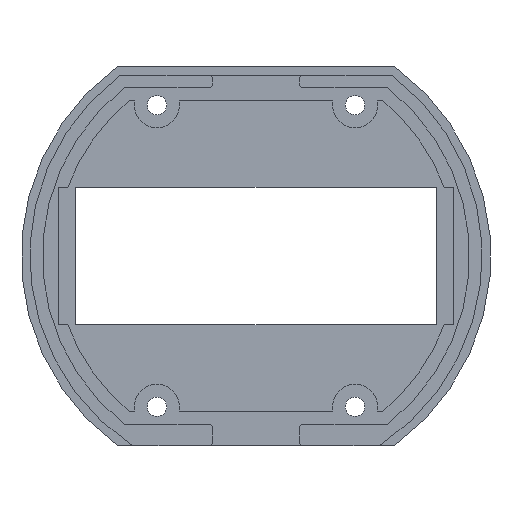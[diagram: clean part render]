
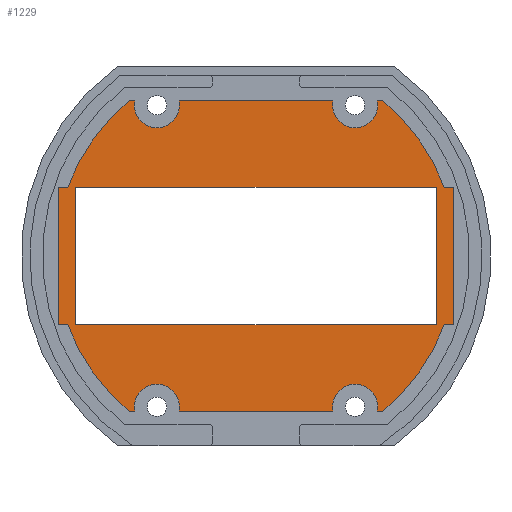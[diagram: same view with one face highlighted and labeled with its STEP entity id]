
A CAD part, front view. The second image highlights one B-rep face of the part: STEP entity #1229.
In plain terms, the highlighted planar face has unit normal (0, -1, 0).
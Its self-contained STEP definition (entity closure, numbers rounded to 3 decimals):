
#19=FACE_BOUND('',#215,.T.);
#64=CIRCLE('',#1325,46.5);
#65=CIRCLE('',#1326,5.248);
#66=CIRCLE('',#1327,5.248);
#67=CIRCLE('',#1328,46.5);
#68=CIRCLE('',#1329,46.5);
#69=CIRCLE('',#1330,5.248);
#70=CIRCLE('',#1331,5.248);
#71=CIRCLE('',#1332,46.5);
#147=FACE_OUTER_BOUND('',#214,.T.);
#214=EDGE_LOOP('',(#917,#918,#919,#920,#921,#922,#923,#924,#925,#926,#927,
#928,#929,#930,#931,#932,#933,#934,#935,#936));
#215=EDGE_LOOP('',(#937,#938,#939,#940));
#285=LINE('',#1798,#401);
#290=LINE('',#1809,#406);
#294=LINE('',#1818,#410);
#300=LINE('',#1830,#416);
#334=LINE('',#1954,#450);
#335=LINE('',#1958,#451);
#336=LINE('',#1962,#452);
#337=LINE('',#1964,#453);
#338=LINE('',#1968,#454);
#339=LINE('',#1972,#455);
#340=LINE('',#1976,#456);
#341=LINE('',#1980,#457);
#342=LINE('',#1982,#458);
#343=LINE('',#1983,#459);
#344=LINE('',#1984,#460);
#345=LINE('',#1985,#461);
#401=VECTOR('',#1418,10.);
#406=VECTOR('',#1425,10.);
#410=VECTOR('',#1431,10.);
#416=VECTOR('',#1439,10.);
#450=VECTOR('',#1551,1.28);
#451=VECTOR('',#1554,35.697);
#452=VECTOR('',#1557,1.28);
#453=VECTOR('',#1560,31.9);
#454=VECTOR('',#1563,1.28);
#455=VECTOR('',#1566,35.697);
#456=VECTOR('',#1569,1.28);
#457=VECTOR('',#1572,10.);
#458=VECTOR('',#1573,31.9);
#459=VECTOR('',#1574,10.);
#460=VECTOR('',#1575,31.9);
#461=VECTOR('',#1576,31.9);
#517=VERTEX_POINT('',#1796);
#518=VERTEX_POINT('',#1797);
#521=VERTEX_POINT('',#1805);
#523=VERTEX_POINT('',#1808);
#525=VERTEX_POINT('',#1814);
#527=VERTEX_POINT('',#1817);
#530=VERTEX_POINT('',#1824);
#532=VERTEX_POINT('',#1828);
#581=VERTEX_POINT('',#1950);
#582=VERTEX_POINT('',#1951);
#583=VERTEX_POINT('',#1953);
#584=VERTEX_POINT('',#1955);
#585=VERTEX_POINT('',#1957);
#586=VERTEX_POINT('',#1959);
#587=VERTEX_POINT('',#1961);
#588=VERTEX_POINT('',#1965);
#589=VERTEX_POINT('',#1967);
#590=VERTEX_POINT('',#1969);
#591=VERTEX_POINT('',#1971);
#592=VERTEX_POINT('',#1973);
#593=VERTEX_POINT('',#1975);
#594=VERTEX_POINT('',#1977);
#595=VERTEX_POINT('',#1979);
#596=VERTEX_POINT('',#1981);
#641=EDGE_CURVE('',#517,#518,#285,.T.);
#646=EDGE_CURVE('',#521,#523,#290,.T.);
#650=EDGE_CURVE('',#525,#527,#294,.T.);
#656=EDGE_CURVE('',#530,#532,#300,.T.);
#716=EDGE_CURVE('',#581,#582,#64,.T.);
#717=EDGE_CURVE('',#582,#583,#334,.T.);
#718=EDGE_CURVE('',#584,#583,#65,.F.);
#719=EDGE_CURVE('',#584,#585,#335,.T.);
#720=EDGE_CURVE('',#586,#585,#66,.F.);
#721=EDGE_CURVE('',#586,#587,#336,.T.);
#722=EDGE_CURVE('',#587,#517,#67,.T.);
#723=EDGE_CURVE('',#518,#530,#337,.T.);
#724=EDGE_CURVE('',#532,#588,#68,.T.);
#725=EDGE_CURVE('',#588,#589,#338,.T.);
#726=EDGE_CURVE('',#590,#589,#69,.F.);
#727=EDGE_CURVE('',#590,#591,#339,.T.);
#728=EDGE_CURVE('',#592,#591,#70,.F.);
#729=EDGE_CURVE('',#592,#593,#340,.T.);
#730=EDGE_CURVE('',#593,#594,#71,.T.);
#731=EDGE_CURVE('',#594,#595,#341,.T.);
#732=EDGE_CURVE('',#595,#596,#342,.T.);
#733=EDGE_CURVE('',#596,#581,#343,.T.);
#734=EDGE_CURVE('',#527,#521,#344,.T.);
#735=EDGE_CURVE('',#523,#525,#345,.T.);
#917=ORIENTED_EDGE('',*,*,#716,.T.);
#918=ORIENTED_EDGE('',*,*,#717,.T.);
#919=ORIENTED_EDGE('',*,*,#718,.F.);
#920=ORIENTED_EDGE('',*,*,#719,.T.);
#921=ORIENTED_EDGE('',*,*,#720,.F.);
#922=ORIENTED_EDGE('',*,*,#721,.T.);
#923=ORIENTED_EDGE('',*,*,#722,.T.);
#924=ORIENTED_EDGE('',*,*,#641,.T.);
#925=ORIENTED_EDGE('',*,*,#723,.T.);
#926=ORIENTED_EDGE('',*,*,#656,.T.);
#927=ORIENTED_EDGE('',*,*,#724,.T.);
#928=ORIENTED_EDGE('',*,*,#725,.T.);
#929=ORIENTED_EDGE('',*,*,#726,.F.);
#930=ORIENTED_EDGE('',*,*,#727,.T.);
#931=ORIENTED_EDGE('',*,*,#728,.F.);
#932=ORIENTED_EDGE('',*,*,#729,.T.);
#933=ORIENTED_EDGE('',*,*,#730,.T.);
#934=ORIENTED_EDGE('',*,*,#731,.T.);
#935=ORIENTED_EDGE('',*,*,#732,.T.);
#936=ORIENTED_EDGE('',*,*,#733,.T.);
#937=ORIENTED_EDGE('',*,*,#734,.F.);
#938=ORIENTED_EDGE('',*,*,#650,.F.);
#939=ORIENTED_EDGE('',*,*,#735,.F.);
#940=ORIENTED_EDGE('',*,*,#646,.F.);
#1191=PLANE('',#1324);
#1229=ADVANCED_FACE('',(#147,#19),#1191,.F.);
#1324=AXIS2_PLACEMENT_3D('',#1949,#1547,#1548);
#1325=AXIS2_PLACEMENT_3D('',#1952,#1549,#1550);
#1326=AXIS2_PLACEMENT_3D('',#1956,#1552,#1553);
#1327=AXIS2_PLACEMENT_3D('',#1960,#1555,#1556);
#1328=AXIS2_PLACEMENT_3D('',#1963,#1558,#1559);
#1329=AXIS2_PLACEMENT_3D('',#1966,#1561,#1562);
#1330=AXIS2_PLACEMENT_3D('',#1970,#1564,#1565);
#1331=AXIS2_PLACEMENT_3D('',#1974,#1567,#1568);
#1332=AXIS2_PLACEMENT_3D('',#1978,#1570,#1571);
#1418=DIRECTION('',(-1.,0.,0.));
#1425=DIRECTION('',(-1.,0.,0.));
#1431=DIRECTION('',(1.,0.,0.));
#1439=DIRECTION('',(1.,0.,0.));
#1547=DIRECTION('center_axis',(0.,1.,0.));
#1548=DIRECTION('ref_axis',(0.,0.,1.));
#1549=DIRECTION('center_axis',(0.,-1.,0.));
#1550=DIRECTION('ref_axis',(0.,0.,-1.));
#1551=DIRECTION('',(-1.,0.,0.));
#1552=DIRECTION('center_axis',(0.,1.,0.));
#1553=DIRECTION('ref_axis',(0.,0.,1.));
#1554=DIRECTION('',(-1.,0.,0.));
#1555=DIRECTION('center_axis',(0.,1.,0.));
#1556=DIRECTION('ref_axis',(0.,0.,1.));
#1557=DIRECTION('',(-1.,0.,0.));
#1558=DIRECTION('center_axis',(0.,-1.,0.));
#1559=DIRECTION('ref_axis',(0.,0.,-1.));
#1560=DIRECTION('',(0.,0.,-1.));
#1561=DIRECTION('center_axis',(0.,-1.,0.));
#1562=DIRECTION('ref_axis',(0.,0.,-1.));
#1563=DIRECTION('',(1.,0.,0.));
#1564=DIRECTION('center_axis',(0.,1.,0.));
#1565=DIRECTION('ref_axis',(0.,0.,1.));
#1566=DIRECTION('',(1.,0.,0.));
#1567=DIRECTION('center_axis',(0.,1.,0.));
#1568=DIRECTION('ref_axis',(0.,0.,1.));
#1569=DIRECTION('',(1.,0.,0.));
#1570=DIRECTION('center_axis',(0.,-1.,0.));
#1571=DIRECTION('ref_axis',(0.,0.,-1.));
#1572=DIRECTION('',(1.,0.,0.));
#1573=DIRECTION('',(0.,0.,1.));
#1574=DIRECTION('',(-1.,0.,0.));
#1575=DIRECTION('',(0.,0.,1.));
#1576=DIRECTION('',(0.,0.,-1.));
#1796=CARTESIAN_POINT('',(-43.679,0.,15.95));
#1797=CARTESIAN_POINT('',(-45.825,0.,15.95));
#1798=CARTESIAN_POINT('',(20.913,0.,15.95));
#1805=CARTESIAN_POINT('',(41.825,0.,15.95));
#1808=CARTESIAN_POINT('',(-41.825,0.,15.95));
#1809=CARTESIAN_POINT('',(20.913,0.,15.95));
#1814=CARTESIAN_POINT('',(-41.825,0.,-15.95));
#1817=CARTESIAN_POINT('',(41.825,0.,-15.95));
#1818=CARTESIAN_POINT('',(20.913,0.,-15.95));
#1824=CARTESIAN_POINT('',(-45.825,0.,-15.95));
#1828=CARTESIAN_POINT('',(-43.679,0.,-15.95));
#1830=CARTESIAN_POINT('',(20.913,0.,-15.95));
#1949=CARTESIAN_POINT('Origin',(0.,0.,0.));
#1950=CARTESIAN_POINT('',(43.679,0.,15.95));
#1951=CARTESIAN_POINT('',(29.432,0.,36.));
#1952=CARTESIAN_POINT('Origin',(0.,0.,0.));
#1953=CARTESIAN_POINT('',(28.152,0.,36.));
#1954=CARTESIAN_POINT('',(29.432,0.,36.));
#1955=CARTESIAN_POINT('',(17.848,0.,36.));
#1956=CARTESIAN_POINT('Origin',(23.,0.,35.));
#1957=CARTESIAN_POINT('',(-17.848,0.,36.));
#1958=CARTESIAN_POINT('',(17.848,0.,36.));
#1959=CARTESIAN_POINT('',(-28.152,0.,36.));
#1960=CARTESIAN_POINT('Origin',(-23.,0.,35.));
#1961=CARTESIAN_POINT('',(-29.432,0.,36.));
#1962=CARTESIAN_POINT('',(-28.152,0.,36.));
#1963=CARTESIAN_POINT('Origin',(0.,0.,0.));
#1964=CARTESIAN_POINT('',(-45.825,0.,15.95));
#1965=CARTESIAN_POINT('',(-29.432,0.,-36.));
#1966=CARTESIAN_POINT('Origin',(0.,0.,0.));
#1967=CARTESIAN_POINT('',(-28.152,0.,-36.));
#1968=CARTESIAN_POINT('',(-29.432,0.,-36.));
#1969=CARTESIAN_POINT('',(-17.848,0.,-36.));
#1970=CARTESIAN_POINT('Origin',(-23.,0.,-35.));
#1971=CARTESIAN_POINT('',(17.848,0.,-36.));
#1972=CARTESIAN_POINT('',(-17.848,0.,-36.));
#1973=CARTESIAN_POINT('',(28.152,0.,-36.));
#1974=CARTESIAN_POINT('Origin',(23.,0.,-35.));
#1975=CARTESIAN_POINT('',(29.432,0.,-36.));
#1976=CARTESIAN_POINT('',(28.152,0.,-36.));
#1977=CARTESIAN_POINT('',(43.679,0.,-15.95));
#1978=CARTESIAN_POINT('Origin',(0.,0.,0.));
#1979=CARTESIAN_POINT('',(45.825,0.,-15.95));
#1980=CARTESIAN_POINT('',(20.913,0.,-15.95));
#1981=CARTESIAN_POINT('',(45.825,0.,15.95));
#1982=CARTESIAN_POINT('',(45.825,0.,-15.95));
#1983=CARTESIAN_POINT('',(20.913,0.,15.95));
#1984=CARTESIAN_POINT('',(41.825,0.,-15.95));
#1985=CARTESIAN_POINT('',(-41.825,0.,15.95));
